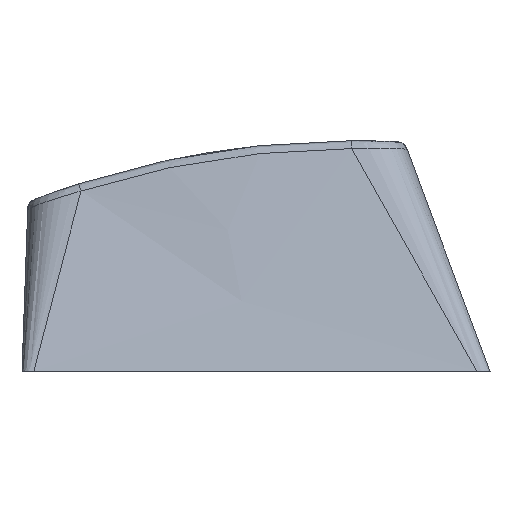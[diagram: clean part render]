
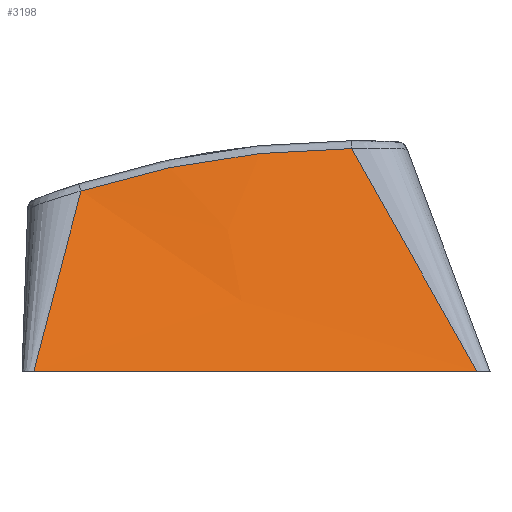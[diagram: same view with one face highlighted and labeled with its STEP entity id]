
A CAD part, left-side view. The second image highlights one B-rep face of the part: STEP entity #3198.
In plain terms, the highlighted free-form (B-spline) face has degree [3, 2] with [4, 3] control points.
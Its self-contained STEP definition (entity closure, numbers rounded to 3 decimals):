
#14=(
BOUNDED_SURFACE()
B_SPLINE_SURFACE(3,2,((#5178,#5179,#5180),(#5181,#5182,#5183),(#5184,#5185,
#5186),(#5187,#5188,#5189)),.UNSPECIFIED.,.F.,.F.,.F.)
B_SPLINE_SURFACE_WITH_KNOTS((4,4),(3,3),(0.,9.938),(-18.1,0.),
 .UNSPECIFIED.)
GEOMETRIC_REPRESENTATION_ITEM()
RATIONAL_B_SPLINE_SURFACE(((1.,0.977,1.),(1.,0.985,1.),(1.,
0.992,1.),(1.,1.,1.)))
REPRESENTATION_ITEM('')
SURFACE()
);
#111=B_SPLINE_CURVE_WITH_KNOTS('',3,(#5191,#5192,#5193,#5194,#5195,#5196,
#5197),.UNSPECIFIED.,.F.,.F.,(4,3,4),(0.019,0.24,8.103),
 .UNSPECIFIED.);
#112=B_SPLINE_CURVE_WITH_KNOTS('',3,(#5199,#5200,#5201,#5202),
 .UNSPECIFIED.,.F.,.F.,(4,4),(-0.442,10.007),
 .UNSPECIFIED.);
#113=B_SPLINE_CURVE_WITH_KNOTS('',3,(#5203,#5204,#5205,#5206,#5207,#5208,
#5209,#5210,#5211,#5212,#5213,#5214,#5215,#5216,#5217,#5218,#5219,#5220),
 .UNSPECIFIED.,.F.,.F.,(4,2,2,2,2,2,2,2,4),(-0.184,1.101,
2.353,3.654,4.955,6.396,7.848,
9.319,10.402),.UNSPECIFIED.);
#257=FACE_OUTER_BOUND('',#445,.T.);
#445=EDGE_LOOP('',(#2342,#2343,#2344,#2345));
#741=LINE('',#4755,#1082);
#1082=VECTOR('',#3849,10.);
#1414=VERTEX_POINT('',#4741);
#1415=VERTEX_POINT('',#4754);
#1445=VERTEX_POINT('',#5190);
#1446=VERTEX_POINT('',#5198);
#1755=EDGE_CURVE('',#1414,#1415,#741,.F.);
#1793=EDGE_CURVE('',#1445,#1415,#111,.F.);
#1794=EDGE_CURVE('',#1414,#1446,#112,.F.);
#1795=EDGE_CURVE('',#1446,#1445,#113,.F.);
#2342=ORIENTED_EDGE('',*,*,#1793,.T.);
#2343=ORIENTED_EDGE('',*,*,#1755,.F.);
#2344=ORIENTED_EDGE('',*,*,#1794,.T.);
#2345=ORIENTED_EDGE('',*,*,#1795,.T.);
#3198=ADVANCED_FACE('',(#257),#14,.T.);
#3849=DIRECTION('',(0.,-1.,0.));
#4741=CARTESIAN_POINT('',(-182.3,-56.029,0.));
#4754=CARTESIAN_POINT('',(-182.3,-38.887,0.));
#4755=CARTESIAN_POINT('',(-182.3,-38.887,0.));
#5178=CARTESIAN_POINT('Ctrl Pts',(-179.275,-38.662,6.551));
#5179=CARTESIAN_POINT('Ctrl Pts',(-179.275,-45.691,9.295));
#5180=CARTESIAN_POINT('Ctrl Pts',(-179.275,-53.224,8.861));
#5181=CARTESIAN_POINT('Ctrl Pts',(-180.284,-38.586,4.368));
#5182=CARTESIAN_POINT('Ctrl Pts',(-180.299,-46.298,6.148));
#5183=CARTESIAN_POINT('Ctrl Pts',(-180.284,-54.327,5.907));
#5184=CARTESIAN_POINT('Ctrl Pts',(-181.292,-38.51,2.184));
#5185=CARTESIAN_POINT('Ctrl Pts',(-181.308,-46.895,3.05));
#5186=CARTESIAN_POINT('Ctrl Pts',(-181.292,-55.43,2.954));
#5187=CARTESIAN_POINT('Ctrl Pts',(-182.3,-38.433,0.));
#5188=CARTESIAN_POINT('Ctrl Pts',(-182.3,-47.483,0.));
#5189=CARTESIAN_POINT('Ctrl Pts',(-182.3,-56.533,0.));
#5190=CARTESIAN_POINT('',(-179.399,-40.717,6.976));
#5191=CARTESIAN_POINT('Ctrl Pts',(-182.3,-38.887,0.));
#5192=CARTESIAN_POINT('Ctrl Pts',(-182.271,-38.904,0.064));
#5193=CARTESIAN_POINT('Ctrl Pts',(-182.243,-38.921,0.127));
#5194=CARTESIAN_POINT('Ctrl Pts',(-182.214,-38.938,0.191));
#5195=CARTESIAN_POINT('Ctrl Pts',(-181.194,-39.539,2.454));
#5196=CARTESIAN_POINT('Ctrl Pts',(-180.252,-40.132,4.715));
#5197=CARTESIAN_POINT('Ctrl Pts',(-179.399,-40.717,6.976));
#5198=CARTESIAN_POINT('',(-179.379,-51.179,8.612));
#5199=CARTESIAN_POINT('Ctrl Pts',(-179.379,-51.179,8.612));
#5200=CARTESIAN_POINT('Ctrl Pts',(-180.355,-52.8,5.737));
#5201=CARTESIAN_POINT('Ctrl Pts',(-181.323,-54.414,2.869));
#5202=CARTESIAN_POINT('Ctrl Pts',(-182.3,-56.029,0.));
#5203=CARTESIAN_POINT('Ctrl Pts',(-179.399,-40.717,6.976));
#5204=CARTESIAN_POINT('Ctrl Pts',(-179.397,-41.128,7.106));
#5205=CARTESIAN_POINT('Ctrl Pts',(-179.395,-41.54,7.229));
#5206=CARTESIAN_POINT('Ctrl Pts',(-179.391,-42.358,7.456));
#5207=CARTESIAN_POINT('Ctrl Pts',(-179.39,-42.764,7.561));
#5208=CARTESIAN_POINT('Ctrl Pts',(-179.387,-43.595,7.759));
#5209=CARTESIAN_POINT('Ctrl Pts',(-179.386,-44.021,7.853));
#5210=CARTESIAN_POINT('Ctrl Pts',(-179.383,-44.875,8.024));
#5211=CARTESIAN_POINT('Ctrl Pts',(-179.383,-45.304,8.101));
#5212=CARTESIAN_POINT('Ctrl Pts',(-179.381,-46.21,8.247));
#5213=CARTESIAN_POINT('Ctrl Pts',(-179.38,-46.688,8.314));
#5214=CARTESIAN_POINT('Ctrl Pts',(-179.379,-47.649,8.428));
#5215=CARTESIAN_POINT('Ctrl Pts',(-179.379,-48.133,8.475));
#5216=CARTESIAN_POINT('Ctrl Pts',(-179.378,-49.108,8.549));
#5217=CARTESIAN_POINT('Ctrl Pts',(-179.378,-49.6,8.576));
#5218=CARTESIAN_POINT('Ctrl Pts',(-179.379,-50.454,8.605));
#5219=CARTESIAN_POINT('Ctrl Pts',(-179.379,-50.817,8.611));
#5220=CARTESIAN_POINT('Ctrl Pts',(-179.379,-51.179,8.612));
